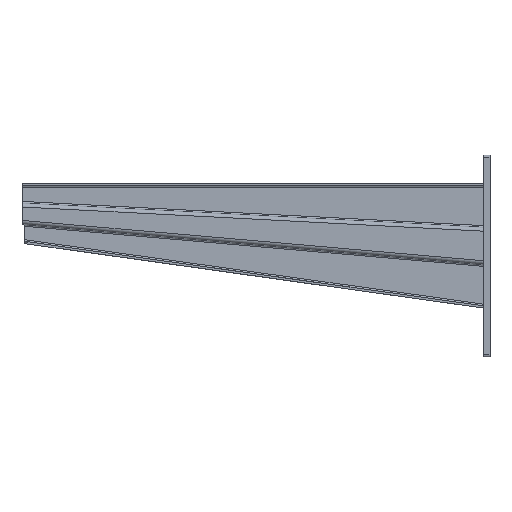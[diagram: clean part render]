
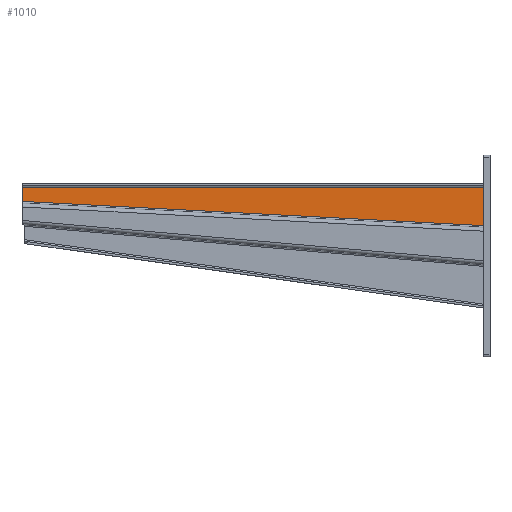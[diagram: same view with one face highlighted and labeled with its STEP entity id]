
A CAD part, top view. The second image highlights one B-rep face of the part: STEP entity #1010.
In plain terms, the highlighted planar face has unit normal (0, 0, 1).
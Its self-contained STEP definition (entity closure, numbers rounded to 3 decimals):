
#322 = VECTOR ( 'NONE', #1403, 1000. ) ;
#324 = VECTOR ( 'NONE', #1391, 1000. ) ;
#325 = LINE ( 'NONE', #1402, #322 ) ;
#326 = LINE ( 'NONE', #1390, #324 ) ;
#397 = VECTOR ( 'NONE', #1159, 1000. ) ;
#400 = LINE ( 'NONE', #1157, #397 ) ;
#712 = FACE_OUTER_BOUND ( 'NONE', #3302, .T. ) ;
#843 = CARTESIAN_POINT ( 'NONE',  ( -837., -62.35, -18.5 ) ) ;
#844 = CARTESIAN_POINT ( 'NONE',  ( -837., -37., -18.5 ) ) ;
#847 = CARTESIAN_POINT ( 'NONE',  ( -12., -37., -18.5 ) ) ;
#1010 = ADVANCED_FACE ( 'NONE', ( #712 ), #1765, .F. ) ;
#1157 = CARTESIAN_POINT ( 'NONE',  ( -12., 2.857, -18.5 ) ) ;
#1159 = DIRECTION ( 'NONE',  ( 0., 1., 0. ) ) ;
#1390 = CARTESIAN_POINT ( 'NONE',  ( -837., -37., -18.5 ) ) ;
#1391 = DIRECTION ( 'NONE',  ( -1., 0., 0. ) ) ;
#1402 = CARTESIAN_POINT ( 'NONE',  ( -840.408, -62.171, -18.5 ) ) ;
#1403 = DIRECTION ( 'NONE',  ( -0.999, 0.052, 0. ) ) ;
#1500 = CARTESIAN_POINT ( 'NONE',  ( -837., 2.857, -18.5 ) ) ;
#1501 = DIRECTION ( 'NONE',  ( 0., -1., 0. ) ) ;
#1758 = CARTESIAN_POINT ( 'NONE',  ( -837., 2.857, -18.5 ) ) ;
#1765 = PLANE ( 'NONE',  #4274 ) ;
#1767 = DIRECTION ( 'NONE',  ( 0., 0., -1. ) ) ;
#1768 = DIRECTION ( 'NONE',  ( 0., 1., 0. ) ) ;
#1790 = CARTESIAN_POINT ( 'NONE',  ( -12., -105.586, -18.5 ) ) ;
#2188 = VERTEX_POINT ( 'NONE', #1790 ) ;
#2215 = VERTEX_POINT ( 'NONE', #843 ) ;
#2216 = VERTEX_POINT ( 'NONE', #844 ) ;
#2219 = VERTEX_POINT ( 'NONE', #847 ) ;
#2410 = ORIENTED_EDGE ( 'NONE', *, *, #2964, .T. ) ;
#2919 = EDGE_CURVE ( 'NONE', #2188, #2219, #400, .T. ) ;
#2964 = EDGE_CURVE ( 'NONE', #2219, #2216, #326, .T. ) ;
#2965 = EDGE_CURVE ( 'NONE', #2188, #2215, #325, .T. ) ;
#3015 = EDGE_CURVE ( 'NONE', #2216, #2215, #3896, .T. ) ;
#3128 = ORIENTED_EDGE ( 'NONE', *, *, #2965, .F. ) ;
#3132 = ORIENTED_EDGE ( 'NONE', *, *, #3015, .T. ) ;
#3133 = ORIENTED_EDGE ( 'NONE', *, *, #2919, .T. ) ;
#3302 = EDGE_LOOP ( 'NONE', ( #3128, #3133, #2410, #3132 ) ) ;
#3896 = LINE ( 'NONE', #1500, #3932 ) ;
#3932 = VECTOR ( 'NONE', #1501, 1000. ) ;
#4274 = AXIS2_PLACEMENT_3D ( 'NONE', #1758, #1767, #1768 ) ;
